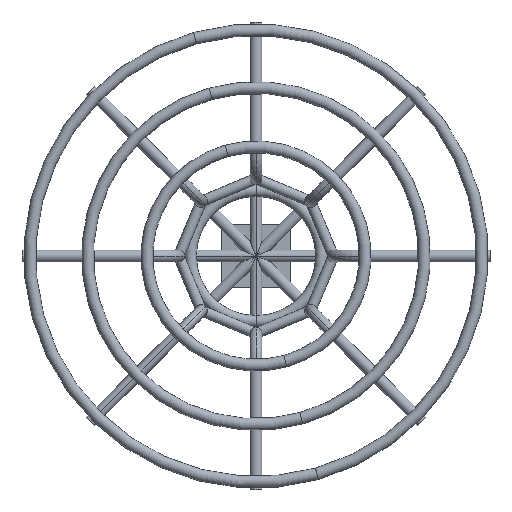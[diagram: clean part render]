
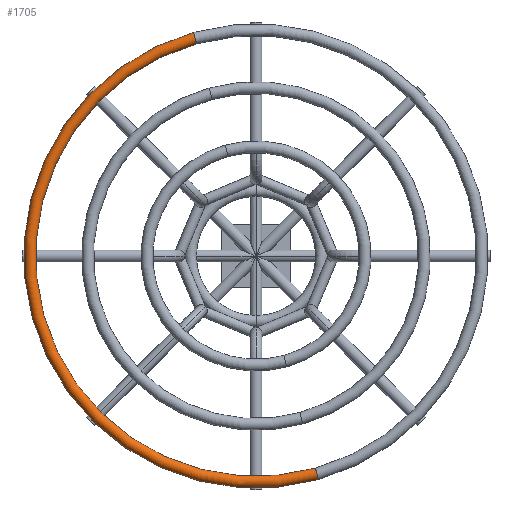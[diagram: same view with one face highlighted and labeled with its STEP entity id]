
A CAD part, front view. The second image highlights one B-rep face of the part: STEP entity #1705.
In plain terms, the highlighted toroidal (fillet/blend) face has major radius 725 mm and minor radius 19 mm.
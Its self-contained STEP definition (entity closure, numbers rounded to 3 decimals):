
#105 = CIRCLE ( 'NONE', #134, 19. ) ;
#134 = AXIS2_PLACEMENT_3D ( 'NONE', #5032, #6903, #7704 ) ;
#233 = DIRECTION ( 'NONE',  ( 0., 0., -1. ) ) ;
#279 = CIRCLE ( 'NONE', #11101, 744. ) ;
#662 = EDGE_LOOP ( 'NONE', ( #4403, #7867, #6568, #8104 ) ) ;
#809 = AXIS2_PLACEMENT_3D ( 'NONE', #7070, #4444, #8001 ) ;
#1705 = ADVANCED_FACE ( 'NONE', ( #9143 ), #8864, .T. ) ;
#3115 = VERTEX_POINT ( 'NONE', #9798 ) ;
#4253 = EDGE_CURVE ( 'NONE', #8508, #7946, #5306, .T. ) ;
#4403 = ORIENTED_EDGE ( 'NONE', *, *, #4631, .F. ) ;
#4444 = DIRECTION ( 'NONE',  ( -1., 0., 0. ) ) ;
#4457 = VERTEX_POINT ( 'NONE', #9098 ) ;
#4602 = CARTESIAN_POINT ( 'NONE',  ( 0., 0., 0. ) ) ;
#4631 = EDGE_CURVE ( 'NONE', #3115, #4457, #105, .T. ) ;
#5032 = CARTESIAN_POINT ( 'NONE',  ( 0., 0., 725. ) ) ;
#5047 = AXIS2_PLACEMENT_3D ( 'NONE', #4602, #10122, #9307 ) ;
#5165 = CARTESIAN_POINT ( 'NONE',  ( 0., 0., -706. ) ) ;
#5306 = CIRCLE ( 'NONE', #809, 19. ) ;
#5674 = CIRCLE ( 'NONE', #8903, 706. ) ;
#6559 = CARTESIAN_POINT ( 'NONE',  ( 0., 0., 0. ) ) ;
#6568 = ORIENTED_EDGE ( 'NONE', *, *, #4253, .T. ) ;
#6903 = DIRECTION ( 'NONE',  ( 1., 0., 0. ) ) ;
#7070 = CARTESIAN_POINT ( 'NONE',  ( 0., 0., -725. ) ) ;
#7511 = DIRECTION ( 'NONE',  ( 0., -1., 0. ) ) ;
#7704 = DIRECTION ( 'NONE',  ( 0., 0., -1. ) ) ;
#7867 = ORIENTED_EDGE ( 'NONE', *, *, #9824, .T. ) ;
#7946 = VERTEX_POINT ( 'NONE', #5165 ) ;
#8001 = DIRECTION ( 'NONE',  ( 0., 0., 1. ) ) ;
#8104 = ORIENTED_EDGE ( 'NONE', *, *, #9728, .F. ) ;
#8474 = CARTESIAN_POINT ( 'NONE',  ( 0., 0., 0. ) ) ;
#8508 = VERTEX_POINT ( 'NONE', #9902 ) ;
#8518 = DIRECTION ( 'NONE',  ( 0., -1., 0. ) ) ;
#8864 = TOROIDAL_SURFACE ( 'NONE', #5047, 725., 19. ) ;
#8903 = AXIS2_PLACEMENT_3D ( 'NONE', #6559, #8518, #233 ) ;
#9098 = CARTESIAN_POINT ( 'NONE',  ( 0., 0., 706. ) ) ;
#9143 = FACE_OUTER_BOUND ( 'NONE', #662, .T. ) ;
#9307 = DIRECTION ( 'NONE',  ( 0., 0., -1. ) ) ;
#9728 = EDGE_CURVE ( 'NONE', #4457, #7946, #5674, .T. ) ;
#9798 = CARTESIAN_POINT ( 'NONE',  ( 0., 0., 744. ) ) ;
#9824 = EDGE_CURVE ( 'NONE', #3115, #8508, #279, .T. ) ;
#9902 = CARTESIAN_POINT ( 'NONE',  ( 0., 0., -744. ) ) ;
#10122 = DIRECTION ( 'NONE',  ( 0., -1., 0. ) ) ;
#10240 = DIRECTION ( 'NONE',  ( 0., 0., -1. ) ) ;
#11101 = AXIS2_PLACEMENT_3D ( 'NONE', #8474, #7511, #10240 ) ;
